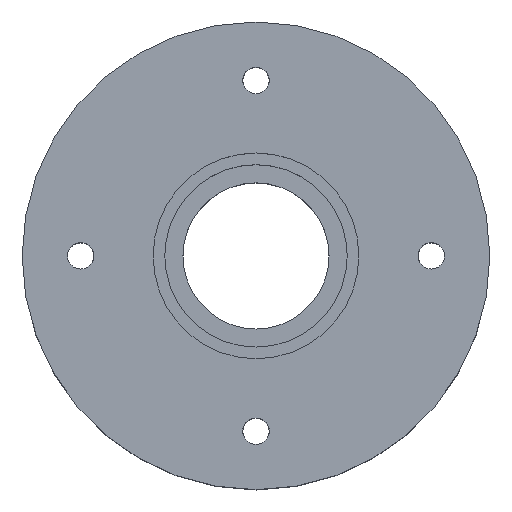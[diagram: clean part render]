
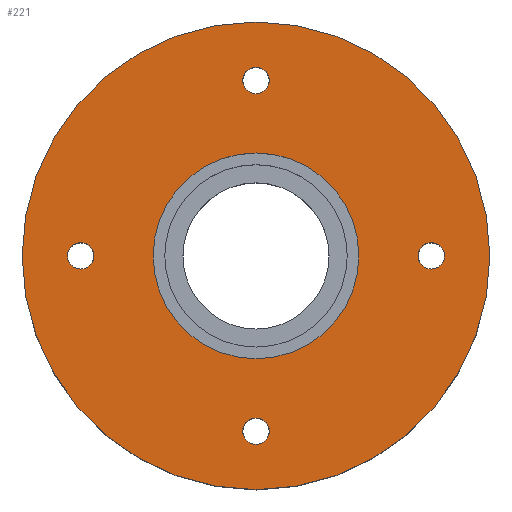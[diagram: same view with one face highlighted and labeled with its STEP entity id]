
A CAD part, top view. The second image highlights one B-rep face of the part: STEP entity #221.
In plain terms, the highlighted planar face has unit normal (0, 0, 1).
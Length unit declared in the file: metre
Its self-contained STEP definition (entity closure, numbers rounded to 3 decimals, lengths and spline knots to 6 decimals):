
#26=PLANE('',#260);
#42=ORIENTED_EDGE('',*,*,#78,.F.);
#43=ORIENTED_EDGE('',*,*,#79,.F.);
#44=ORIENTED_EDGE('',*,*,#80,.F.);
#45=ORIENTED_EDGE('',*,*,#81,.F.);
#46=ORIENTED_EDGE('',*,*,#82,.F.);
#47=ORIENTED_EDGE('',*,*,#77,.T.);
#77=EDGE_CURVE('',#97,#97,#117,.T.);
#78=EDGE_CURVE('',#98,#98,#118,.T.);
#79=EDGE_CURVE('',#99,#99,#119,.T.);
#80=EDGE_CURVE('',#100,#100,#120,.T.);
#81=EDGE_CURVE('',#101,#101,#121,.T.);
#82=EDGE_CURVE('',#102,#102,#122,.T.);
#97=VERTEX_POINT('',#379);
#98=VERTEX_POINT('',#383);
#99=VERTEX_POINT('',#385);
#100=VERTEX_POINT('',#387);
#101=VERTEX_POINT('',#389);
#102=VERTEX_POINT('',#391);
#117=CIRCLE('',#258,0.08);
#118=CIRCLE('',#261,0.004525);
#119=CIRCLE('',#262,0.004525);
#120=CIRCLE('',#263,0.004525);
#121=CIRCLE('',#264,0.004525);
#122=CIRCLE('',#265,0.0352);
#142=EDGE_LOOP('',(#42));
#143=EDGE_LOOP('',(#43));
#144=EDGE_LOOP('',(#44));
#145=EDGE_LOOP('',(#45));
#146=EDGE_LOOP('',(#46));
#147=EDGE_LOOP('',(#47));
#182=FACE_BOUND('',#142,.T.);
#183=FACE_BOUND('',#143,.T.);
#184=FACE_BOUND('',#144,.T.);
#185=FACE_BOUND('',#145,.T.);
#186=FACE_BOUND('',#146,.T.);
#187=FACE_BOUND('',#147,.T.);
#221=ADVANCED_FACE('',(#182,#183,#184,#185,#186,#187),#26,.T.);
#258=AXIS2_PLACEMENT_3D('',#378,#309,#310);
#260=AXIS2_PLACEMENT_3D('',#381,#313,#314);
#261=AXIS2_PLACEMENT_3D('',#382,#315,#316);
#262=AXIS2_PLACEMENT_3D('',#384,#317,#318);
#263=AXIS2_PLACEMENT_3D('',#386,#319,#320);
#264=AXIS2_PLACEMENT_3D('',#388,#321,#322);
#265=AXIS2_PLACEMENT_3D('',#390,#323,#324);
#309=DIRECTION('',(0.,0.,1.));
#310=DIRECTION('',(0.,-1.,0.));
#313=DIRECTION('',(0.,0.,1.));
#314=DIRECTION('',(0.,-1.,0.));
#315=DIRECTION('',(0.,0.,1.));
#316=DIRECTION('',(0.,-1.,0.));
#317=DIRECTION('',(0.,0.,1.));
#318=DIRECTION('',(0.,-1.,0.));
#319=DIRECTION('',(0.,0.,1.));
#320=DIRECTION('',(0.,-1.,0.));
#321=DIRECTION('',(0.,0.,1.));
#322=DIRECTION('',(0.,-1.,0.));
#323=DIRECTION('',(0.,0.,1.));
#324=DIRECTION('',(0.,-1.,0.));
#378=CARTESIAN_POINT('',(0.,0.,0.059));
#379=CARTESIAN_POINT('',(0.,-0.08,0.059));
#381=CARTESIAN_POINT('',(0.,0.,0.059));
#382=CARTESIAN_POINT('',(-0.06,0.,0.059));
#383=CARTESIAN_POINT('',(-0.06,-0.004525,0.059));
#384=CARTESIAN_POINT('',(0.,-0.06,0.059));
#385=CARTESIAN_POINT('',(0.,-0.064525,0.059));
#386=CARTESIAN_POINT('',(0.06,0.,0.059));
#387=CARTESIAN_POINT('',(0.06,-0.004525,0.059));
#388=CARTESIAN_POINT('',(0.,0.06,0.059));
#389=CARTESIAN_POINT('',(0.,0.055475,0.059));
#390=CARTESIAN_POINT('',(0.,0.,0.059));
#391=CARTESIAN_POINT('',(0.,-0.0352,0.059));
